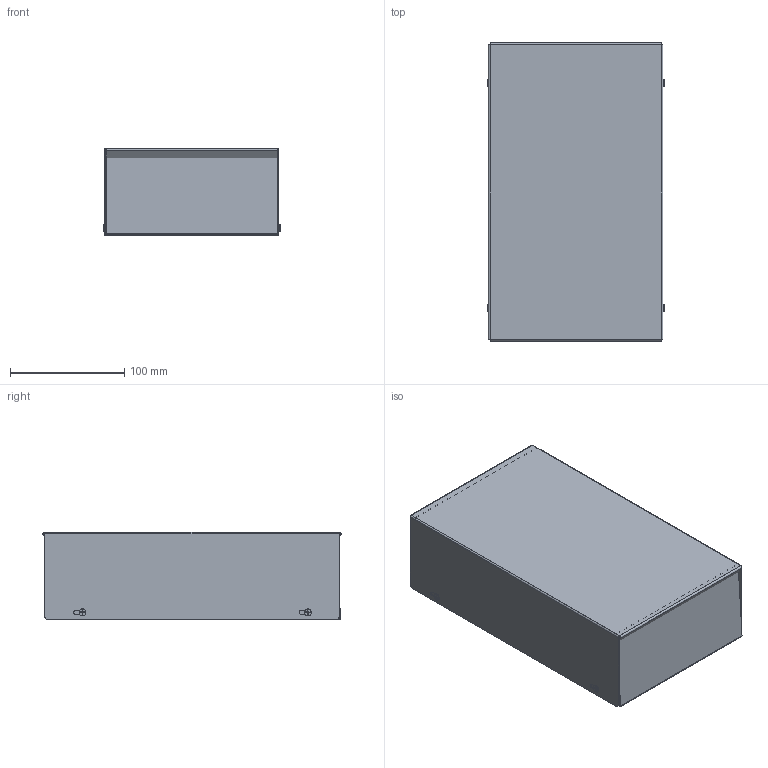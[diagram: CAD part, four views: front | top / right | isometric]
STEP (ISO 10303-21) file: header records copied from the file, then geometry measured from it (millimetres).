
FILE_DESCRIPTION((''),'2;1');
FILE_NAME('1454S.stp','2008-08-20T14:21:03',('tmalott'),(''),'Autodesk Inventor 2009','Autodesk Inventor 2009','');
FILE_SCHEMA(('AUTOMOTIVE_DESIGN { 1 0 10303 214 1 1 1 1 }'));
Products named in the file (4): 1454S - SCREWS; 1; 2; Cross Recessed Flat Countersunk Head Tapping Screw - Type C - Type I - Inch 6-32 UNC - 0.375
Assembly tree (6 placements, depth 2):
  1454S - SCREWS
    1
    2
    Cross Recessed Flat Countersunk Head Tapping Screw - Type C - Type I - Inch 6-32 UNC - 0.375  x4
Bounding box: 154.23 x 260.34 x 76.2 mm (x, y, z)
Volume: 133780.2 mm3; surface area: 294744.1 mm2
Topology: 6 solids, 6 shells, 200 faces, 524 edges, 336 vertices
Faces by surface type: plane 100, cone 44, cylinder 40, torus 16
Full cylindrical faces by diameter (mm): 2.819 x4, 3.505 x4, 6.045 x4
Entity records: 3824 total; most frequent: CARTESIAN_POINT 767, DIRECTION 616, ORIENTED_EDGE 602, EDGE_CURVE 301, AXIS2_PLACEMENT_3D 214, VERTEX_POINT 197, VECTOR 188, LINE 188
